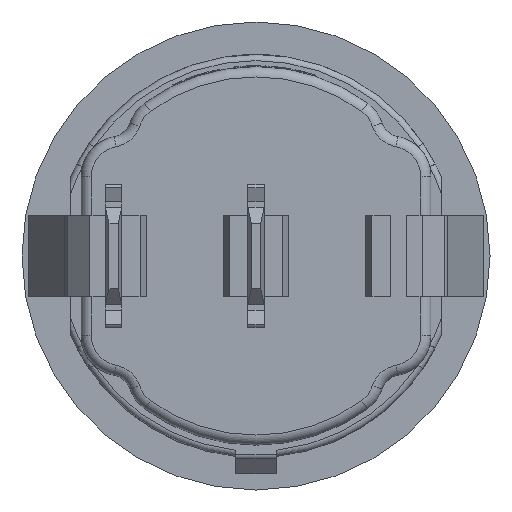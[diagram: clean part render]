
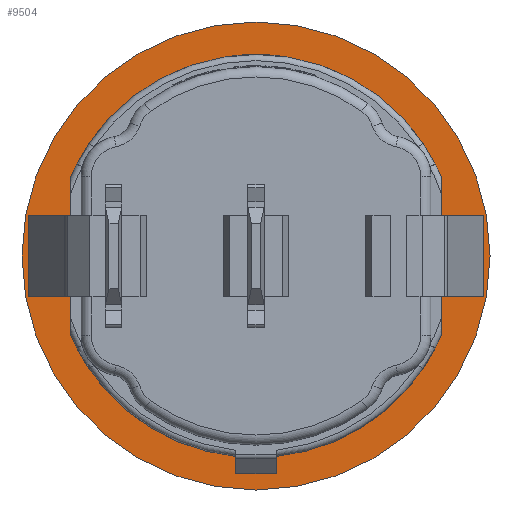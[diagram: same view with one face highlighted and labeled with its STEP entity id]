
A CAD part, front view. The second image highlights one B-rep face of the part: STEP entity #9504.
In plain terms, the highlighted planar face has unit normal (0, -1, 0).
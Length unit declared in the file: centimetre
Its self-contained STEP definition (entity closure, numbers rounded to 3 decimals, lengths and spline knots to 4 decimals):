
#512=FACE_BOUND('',#1566,.T.);
#513=FACE_BOUND('',#1567,.T.);
#514=FACE_BOUND('',#1568,.T.);
#652=CIRCLE('',#10104,1.15);
#653=CIRCLE('',#10106,0.99);
#680=CIRCLE('',#10174,0.99);
#681=CIRCLE('',#10175,0.99);
#1029=FACE_OUTER_BOUND('',#1565,.T.);
#1565=EDGE_LOOP('',(#7621));
#1566=EDGE_LOOP('',(#7622,#7623,#7624,#7625));
#1567=EDGE_LOOP('',(#7626,#7627,#7628,#7629,#7630,#7631,#7632,#7633));
#1568=EDGE_LOOP('',(#7634,#7635,#7636,#7637));
#2216=LINE('',#24148,#3130);
#2218=LINE('',#24152,#3132);
#2388=LINE('',#24530,#3302);
#2389=LINE('',#24532,#3303);
#2390=LINE('',#24534,#3304);
#2391=LINE('',#24535,#3305);
#2392=LINE('',#24538,#3306);
#2393=LINE('',#24540,#3307);
#2394=LINE('',#24543,#3308);
#2395=LINE('',#24546,#3309);
#2396=LINE('',#24548,#3310);
#2397=LINE('',#24550,#3311);
#2398=LINE('',#24551,#3312);
#3130=VECTOR('',#11564,0.0851);
#3132=VECTOR('',#11568,0.2);
#3302=VECTOR('',#11834,0.052);
#3303=VECTOR('',#11835,0.4);
#3304=VECTOR('',#11836,0.052);
#3305=VECTOR('',#11837,0.4);
#3306=VECTOR('',#11840,0.7797);
#3307=VECTOR('',#11841,0.7797);
#3308=VECTOR('',#11844,0.0851);
#3309=VECTOR('',#11845,0.052);
#3310=VECTOR('',#11846,0.4);
#3311=VECTOR('',#11847,0.052);
#3312=VECTOR('',#11848,0.4);
#4171=VERTEX_POINT('',#24064);
#4172=VERTEX_POINT('',#24068);
#4173=VERTEX_POINT('',#24069);
#4202=VERTEX_POINT('',#24144);
#4203=VERTEX_POINT('',#24146);
#4204=VERTEX_POINT('',#24150);
#4353=VERTEX_POINT('',#24528);
#4354=VERTEX_POINT('',#24529);
#4355=VERTEX_POINT('',#24531);
#4356=VERTEX_POINT('',#24533);
#4357=VERTEX_POINT('',#24536);
#4358=VERTEX_POINT('',#24539);
#4359=VERTEX_POINT('',#24541);
#4360=VERTEX_POINT('',#24544);
#4361=VERTEX_POINT('',#24545);
#4362=VERTEX_POINT('',#24547);
#4363=VERTEX_POINT('',#24549);
#5322=EDGE_CURVE('',#4171,#4171,#652,.T.);
#5323=EDGE_CURVE('',#4172,#4173,#653,.T.);
#5356=EDGE_CURVE('',#4203,#4202,#2216,.T.);
#5358=EDGE_CURVE('',#4202,#4204,#2218,.T.);
#5547=EDGE_CURVE('',#4353,#4354,#2388,.T.);
#5548=EDGE_CURVE('',#4354,#4355,#2389,.T.);
#5549=EDGE_CURVE('',#4356,#4355,#2390,.T.);
#5550=EDGE_CURVE('',#4353,#4356,#2391,.T.);
#5551=EDGE_CURVE('',#4357,#4203,#680,.T.);
#5552=EDGE_CURVE('',#4357,#4173,#2392,.T.);
#5553=EDGE_CURVE('',#4172,#4358,#2393,.T.);
#5554=EDGE_CURVE('',#4359,#4358,#681,.T.);
#5555=EDGE_CURVE('',#4204,#4359,#2394,.T.);
#5556=EDGE_CURVE('',#4360,#4361,#2395,.T.);
#5557=EDGE_CURVE('',#4360,#4362,#2396,.T.);
#5558=EDGE_CURVE('',#4362,#4363,#2397,.T.);
#5559=EDGE_CURVE('',#4361,#4363,#2398,.T.);
#7621=ORIENTED_EDGE('',*,*,#5322,.F.);
#7622=ORIENTED_EDGE('',*,*,#5547,.T.);
#7623=ORIENTED_EDGE('',*,*,#5548,.T.);
#7624=ORIENTED_EDGE('',*,*,#5549,.F.);
#7625=ORIENTED_EDGE('',*,*,#5550,.F.);
#7626=ORIENTED_EDGE('',*,*,#5356,.F.);
#7627=ORIENTED_EDGE('',*,*,#5551,.F.);
#7628=ORIENTED_EDGE('',*,*,#5552,.T.);
#7629=ORIENTED_EDGE('',*,*,#5323,.F.);
#7630=ORIENTED_EDGE('',*,*,#5553,.T.);
#7631=ORIENTED_EDGE('',*,*,#5554,.F.);
#7632=ORIENTED_EDGE('',*,*,#5555,.F.);
#7633=ORIENTED_EDGE('',*,*,#5358,.F.);
#7634=ORIENTED_EDGE('',*,*,#5556,.F.);
#7635=ORIENTED_EDGE('',*,*,#5557,.T.);
#7636=ORIENTED_EDGE('',*,*,#5558,.T.);
#7637=ORIENTED_EDGE('',*,*,#5559,.F.);
#9101=PLANE('',#10173);
#9504=ADVANCED_FACE('',(#1029,#512,#513,#514),#9101,.F.);
#10104=AXIS2_PLACEMENT_3D('',#24066,#11507,#11508);
#10106=AXIS2_PLACEMENT_3D('',#24070,#11511,#11512);
#10173=AXIS2_PLACEMENT_3D('',#24527,#11832,#11833);
#10174=AXIS2_PLACEMENT_3D('',#24537,#11838,#11839);
#10175=AXIS2_PLACEMENT_3D('',#24542,#11842,#11843);
#11507=DIRECTION('center_axis',(0.,1.,0.));
#11508=DIRECTION('ref_axis',(0.,0.,1.));
#11511=DIRECTION('center_axis',(0.,-1.,0.));
#11512=DIRECTION('ref_axis',(0.,0.,1.));
#11564=DIRECTION('',(0.,0.,-1.));
#11568=DIRECTION('',(1.,0.,0.));
#11832=DIRECTION('center_axis',(0.,1.,0.));
#11833=DIRECTION('ref_axis',(0.,0.,1.));
#11834=DIRECTION('',(-1.,0.,0.));
#11835=DIRECTION('',(0.,0.,1.));
#11836=DIRECTION('',(-1.,0.,0.));
#11837=DIRECTION('',(0.,0.,1.));
#11838=DIRECTION('center_axis',(0.,-1.,0.));
#11839=DIRECTION('ref_axis',(0.,0.,1.));
#11840=DIRECTION('',(0.,0.,1.));
#11841=DIRECTION('',(0.,0.,-1.));
#11842=DIRECTION('center_axis',(0.,-1.,0.));
#11843=DIRECTION('ref_axis',(0.,0.,1.));
#11844=DIRECTION('',(0.,0.,1.));
#11845=DIRECTION('',(1.,0.,0.));
#11846=DIRECTION('',(0.,0.,1.));
#11847=DIRECTION('',(1.,0.,0.));
#11848=DIRECTION('',(0.,0.,1.));
#24064=CARTESIAN_POINT('',(0.,-0.2,-1.15));
#24066=CARTESIAN_POINT('Origin',(0.,-0.2,0.));
#24068=CARTESIAN_POINT('',(0.91,-0.2,0.3899));
#24069=CARTESIAN_POINT('',(-0.91,-0.2,0.3899));
#24070=CARTESIAN_POINT('Origin',(0.,-0.2,0.));
#24144=CARTESIAN_POINT('',(-0.1,-0.2,-1.07));
#24146=CARTESIAN_POINT('',(-0.1,-0.2,-0.9849));
#24148=CARTESIAN_POINT('',(-0.1,-0.2,-0.9849));
#24150=CARTESIAN_POINT('',(0.1,-0.2,-1.07));
#24152=CARTESIAN_POINT('',(-0.1,-0.2,-1.07));
#24527=CARTESIAN_POINT('Origin',(0.,-0.2,0.));
#24528=CARTESIAN_POINT('',(-0.938,-0.2,-0.2));
#24529=CARTESIAN_POINT('',(-0.99,-0.2,-0.2));
#24530=CARTESIAN_POINT('',(-0.938,-0.2,-0.2));
#24531=CARTESIAN_POINT('',(-0.99,-0.2,0.2));
#24532=CARTESIAN_POINT('',(-0.99,-0.2,-0.2));
#24533=CARTESIAN_POINT('',(-0.938,-0.2,0.2));
#24534=CARTESIAN_POINT('',(-0.938,-0.2,0.2));
#24535=CARTESIAN_POINT('',(-0.938,-0.2,-0.2));
#24536=CARTESIAN_POINT('',(-0.91,-0.2,-0.3899));
#24537=CARTESIAN_POINT('Origin',(0.,-0.2,0.));
#24538=CARTESIAN_POINT('',(-0.91,-0.2,-0.3899));
#24539=CARTESIAN_POINT('',(0.91,-0.2,-0.3899));
#24540=CARTESIAN_POINT('',(0.91,-0.2,0.3899));
#24541=CARTESIAN_POINT('',(0.1,-0.2,-0.9849));
#24542=CARTESIAN_POINT('Origin',(0.,-0.2,0.));
#24543=CARTESIAN_POINT('',(0.1,-0.2,-1.07));
#24544=CARTESIAN_POINT('',(0.938,-0.2,-0.2));
#24545=CARTESIAN_POINT('',(0.99,-0.2,-0.2));
#24546=CARTESIAN_POINT('',(0.938,-0.2,-0.2));
#24547=CARTESIAN_POINT('',(0.938,-0.2,0.2));
#24548=CARTESIAN_POINT('',(0.938,-0.2,-0.2));
#24549=CARTESIAN_POINT('',(0.99,-0.2,0.2));
#24550=CARTESIAN_POINT('',(0.938,-0.2,0.2));
#24551=CARTESIAN_POINT('',(0.99,-0.2,-0.2));
